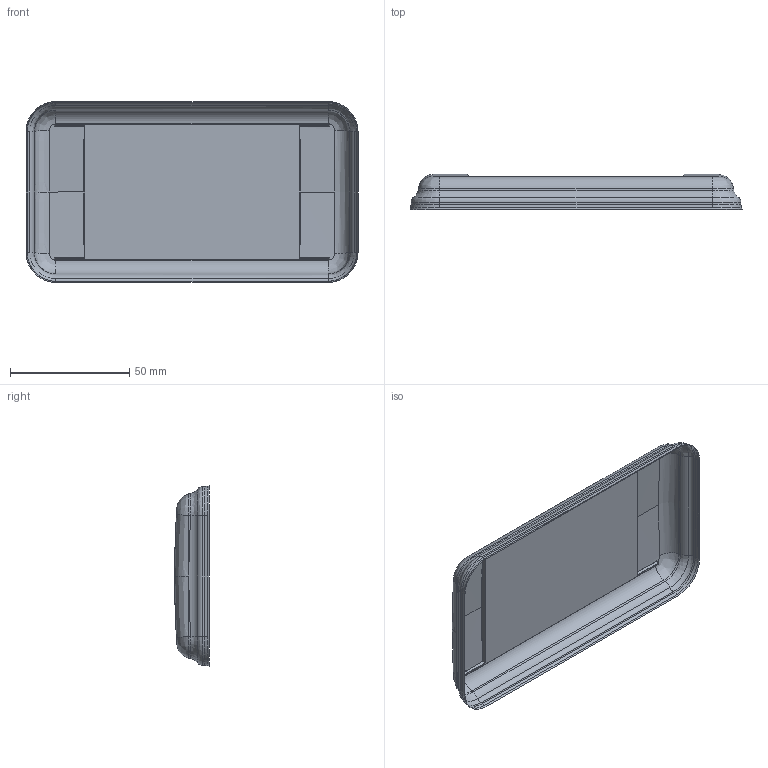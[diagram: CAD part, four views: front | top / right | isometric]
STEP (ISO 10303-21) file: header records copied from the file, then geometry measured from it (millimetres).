
FILE_DESCRIPTION (( 'STEP AP214' ), '1' );
FILE_NAME ('105 TOP INTERNAL GEOMETRY..STEP', '2009-08-12T00:30:56', ( ' ' ), ( ' ' ), 'SwSTEP 2.0', 'SolidWorks 2007', '' );
FILE_SCHEMA (( 'AUTOMOTIVE_DESIGN' ));
Length unit declared in the file: inch
Products named in the file (1): 105 TOP INTERNAL GEOMETRY.
Bounding box: 139.49 x 14.69 x 75.99 mm (x, y, z)
Surface area: 14767 mm2 (no closed solid volume)
Topology: 0 solids, 2 shells, 124 faces, 297 edges, 163 vertices
Faces by surface type: cylinder 52, bspline 36, plane 28, cone 8
Entity records: 5246 total; most frequent: CARTESIAN_POINT 2879, ORIENTED_EDGE 540, DIRECTION 375, EDGE_CURVE 287, VERTEX_POINT 163, AXIS2_PLACEMENT_3D 131, ADVANCED_FACE 124, EDGE_LOOP 124
